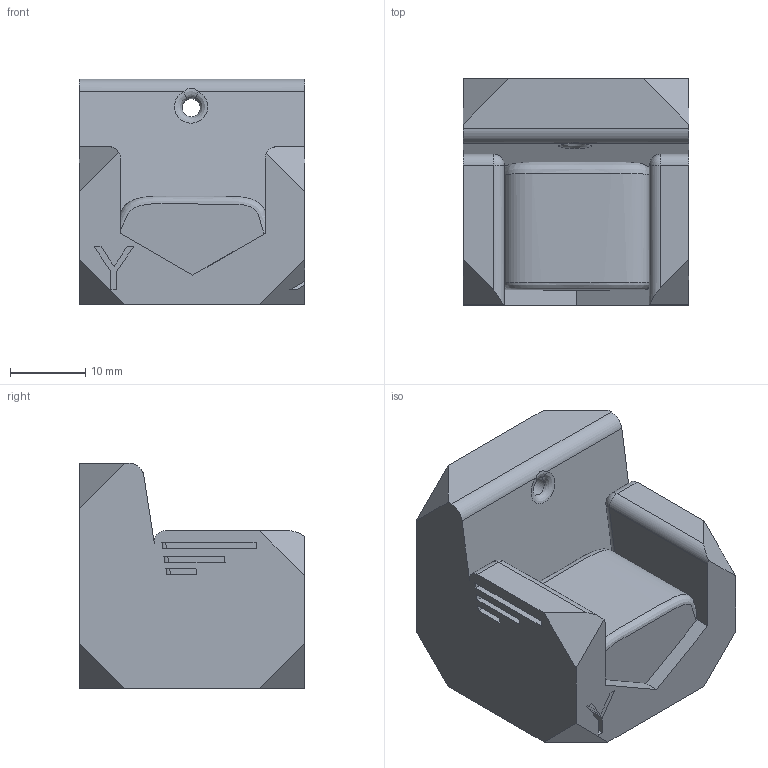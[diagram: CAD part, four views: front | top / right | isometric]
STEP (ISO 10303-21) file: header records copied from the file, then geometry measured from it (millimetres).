
FILE_DESCRIPTION(/* description */ ('STEP AP242','CAx-IF Rec.Pracs.---Representation and Presentation of Product Manufacturing Information (PMI)---4.0---2014-10-13','CAx-IF Rec.Pracs.---3D Tessellated Geometry---0.4---2014-09-14','2;1'),/* implementation_level */ '2;1');
FILE_NAME(/* name */ '656ac5c819fd5c21fab8141f',/* time_stamp */ '2023-12-02T05:51:05Z',/* author */ (''),/* organization */ (''),/* preprocessor_version */ 'ST-DEVELOPER v19.4',/* originating_system */ ' ',/* authorisation */ ' ');
FILE_SCHEMA (('AP242_MANAGED_MODEL_BASED_3D_ENGINEERING_MIM_LF { 1 0 10303 442 1 1 4 }'));
Length unit declared in the file: metre
Products named in the file (1): Voron_Design_Cube_v8
Bounding box: 30 x 30 x 30 mm (x, y, z)
Volume: 16527.3 mm3; surface area: 6257 mm2
Topology: 1 solids, 1 shells, 334 faces, 969 edges, 640 vertices
Faces by surface type: cylinder 187, plane 137, bspline 5, cone 3, sphere 2
Full cylindrical faces by diameter (mm): 2.4 x1, 11.3 x1, 15.3 x1
Entity records: 11547 total; most frequent: CARTESIAN_POINT 2409, DIRECTION 1991, ORIENTED_EDGE 1920, EDGE_CURVE 960, AXIS2_PLACEMENT_3D 720, VERTEX_POINT 638, LINE 551, VECTOR 551
